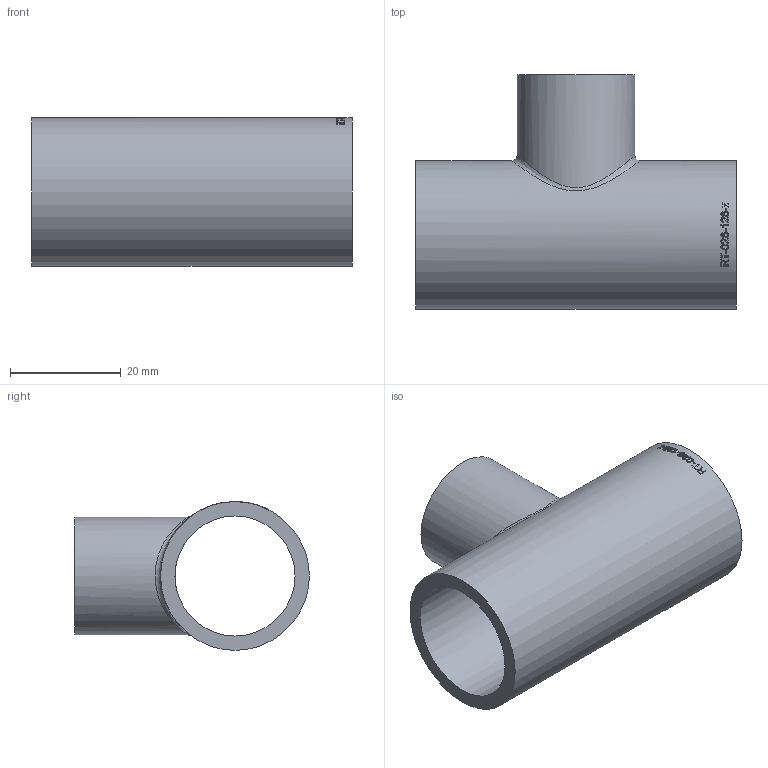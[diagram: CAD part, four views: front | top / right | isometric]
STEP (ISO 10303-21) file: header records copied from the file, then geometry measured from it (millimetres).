
FILE_DESCRIPTION (( 'STEP AP214' ), '1' );
FILE_NAME ('RT-026-126-x T-Stück Ø26,9x2,6-Ø21,3x2,3 BL58 1910.STEP', '2019-10-25T08:14:25', ( '' ), ( '' ), 'SwSTEP 2.0', 'SolidWorks 2016', '' );
FILE_SCHEMA (( 'AUTOMOTIVE_DESIGN' ));
Length unit declared in the file: millimetre
Products named in the file (1): RT-026-126-x T-Stück Ø26,9x2,6-Ø21,3x2,3 BL58 1910
Bounding box: 58 x 42.45 x 26.9 mm (x, y, z)
Volume: 13299.2 mm3; surface area: 10988.8 mm2
Topology: 1 solids, 1 shells, 155 faces, 409 edges, 272 vertices
Faces by surface type: bspline 87, plane 47, cylinder 21
Full cylindrical faces by diameter (mm): 16.7 x1, 21.3 x1, 21.7 x1, 26.9 x1
Entity records: 13376 total; most frequent: CARTESIAN_POINT 8747, ORIENTED_EDGE 794, EDGE_CURVE 397, DIRECTION 321, B_SPLINE_CURVE_WITH_KNOTS 270, VERTEX_POINT 268, EDGE_LOOP 181, FACE_OUTER_BOUND 160
